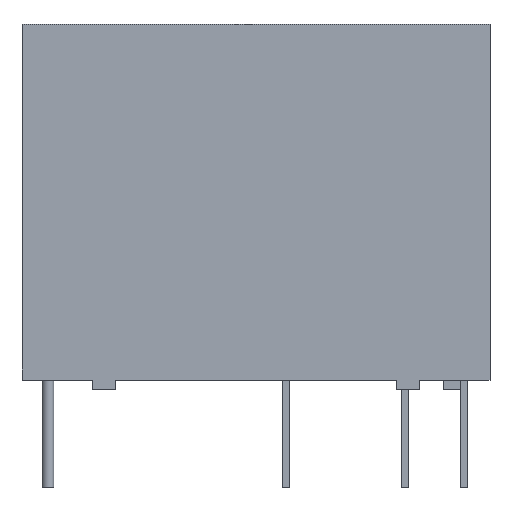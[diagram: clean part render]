
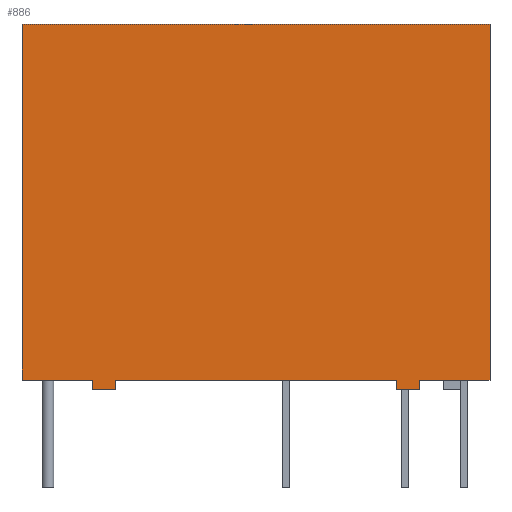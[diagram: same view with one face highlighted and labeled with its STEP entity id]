
A CAD part, front view. The second image highlights one B-rep face of the part: STEP entity #886.
In plain terms, the highlighted planar face has unit normal (0, -1, 0).
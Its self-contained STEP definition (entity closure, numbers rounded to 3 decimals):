
#61=FACE_OUTER_BOUND('',#115,.T.);
#115=EDGE_LOOP('',(#704,#705,#706,#707,#708,#709,#710,#711,#712,#713,#714,
#715));
#160=LINE('',#1270,#274);
#176=LINE('',#1302,#290);
#181=LINE('',#1313,#295);
#186=LINE('',#1323,#300);
#191=LINE('',#1334,#305);
#210=LINE('',#1369,#324);
#211=LINE('',#1370,#325);
#212=LINE('',#1372,#326);
#214=LINE('',#1375,#328);
#215=LINE('',#1379,#329);
#216=LINE('',#1381,#330);
#217=LINE('',#1382,#331);
#274=VECTOR('',#1031,10.);
#290=VECTOR('',#1051,10.);
#295=VECTOR('',#1060,10.);
#300=VECTOR('',#1067,10.);
#305=VECTOR('',#1076,10.);
#324=VECTOR('',#1109,10.);
#325=VECTOR('',#1110,10.);
#326=VECTOR('',#1111,10.);
#328=VECTOR('',#1115,10.);
#329=VECTOR('',#1122,10.);
#330=VECTOR('',#1125,10.);
#331=VECTOR('',#1126,10.);
#384=VERTEX_POINT('',#1267);
#385=VERTEX_POINT('',#1269);
#397=VERTEX_POINT('',#1296);
#399=VERTEX_POINT('',#1300);
#402=VERTEX_POINT('',#1310);
#403=VERTEX_POINT('',#1312);
#405=VERTEX_POINT('',#1317);
#407=VERTEX_POINT('',#1321);
#410=VERTEX_POINT('',#1331);
#411=VERTEX_POINT('',#1333);
#420=VERTEX_POINT('',#1367);
#421=VERTEX_POINT('',#1371);
#470=EDGE_CURVE('',#384,#385,#160,.T.);
#486=EDGE_CURVE('',#397,#399,#176,.T.);
#491=EDGE_CURVE('',#403,#402,#181,.T.);
#496=EDGE_CURVE('',#405,#407,#186,.T.);
#501=EDGE_CURVE('',#411,#410,#191,.T.);
#520=EDGE_CURVE('',#399,#420,#210,.T.);
#521=EDGE_CURVE('',#407,#403,#211,.T.);
#522=EDGE_CURVE('',#421,#411,#212,.T.);
#524=EDGE_CURVE('',#397,#402,#214,.T.);
#525=EDGE_CURVE('',#405,#410,#215,.T.);
#526=EDGE_CURVE('',#420,#385,#216,.T.);
#527=EDGE_CURVE('',#421,#384,#217,.T.);
#704=ORIENTED_EDGE('',*,*,#522,.T.);
#705=ORIENTED_EDGE('',*,*,#501,.T.);
#706=ORIENTED_EDGE('',*,*,#525,.F.);
#707=ORIENTED_EDGE('',*,*,#496,.T.);
#708=ORIENTED_EDGE('',*,*,#521,.T.);
#709=ORIENTED_EDGE('',*,*,#491,.T.);
#710=ORIENTED_EDGE('',*,*,#524,.F.);
#711=ORIENTED_EDGE('',*,*,#486,.T.);
#712=ORIENTED_EDGE('',*,*,#520,.T.);
#713=ORIENTED_EDGE('',*,*,#526,.T.);
#714=ORIENTED_EDGE('',*,*,#470,.F.);
#715=ORIENTED_EDGE('',*,*,#527,.F.);
#835=PLANE('',#960);
#886=ADVANCED_FACE('',(#61),#835,.T.);
#960=AXIS2_PLACEMENT_3D('',#1380,#1123,#1124);
#1031=DIRECTION('',(1.,0.,0.));
#1051=DIRECTION('',(0.,0.,1.));
#1060=DIRECTION('',(0.,0.,-1.));
#1067=DIRECTION('',(0.,0.,1.));
#1076=DIRECTION('',(0.,0.,-1.));
#1109=DIRECTION('',(1.,0.,0.));
#1110=DIRECTION('',(1.,0.,0.));
#1111=DIRECTION('',(1.,0.,0.));
#1115=DIRECTION('',(-1.,0.,0.));
#1122=DIRECTION('',(-1.,0.,0.));
#1123=DIRECTION('center_axis',(0.,-1.,0.));
#1124=DIRECTION('ref_axis',(1.,0.,0.));
#1125=DIRECTION('',(0.,0.,1.));
#1126=DIRECTION('',(0.,0.,1.));
#1267=CARTESIAN_POINT('',(-11.27,-5.,15.6));
#1269=CARTESIAN_POINT('',(8.73,-5.,15.6));
#1270=CARTESIAN_POINT('',(8.73,-5.,15.6));
#1296=CARTESIAN_POINT('',(5.73,-5.,0.));
#1300=CARTESIAN_POINT('',(5.73,-5.,0.4));
#1302=CARTESIAN_POINT('',(5.73,-5.,0.));
#1310=CARTESIAN_POINT('',(4.73,-5.,0.));
#1312=CARTESIAN_POINT('',(4.73,-5.,0.4));
#1313=CARTESIAN_POINT('',(4.73,-5.,0.));
#1317=CARTESIAN_POINT('',(-7.27,-5.,0.));
#1321=CARTESIAN_POINT('',(-7.27,-5.,0.4));
#1323=CARTESIAN_POINT('',(-7.27,-5.,0.));
#1331=CARTESIAN_POINT('',(-8.27,-5.,0.));
#1333=CARTESIAN_POINT('',(-8.27,-5.,0.4));
#1334=CARTESIAN_POINT('',(-8.27,-5.,0.));
#1367=CARTESIAN_POINT('',(8.73,-5.,0.4));
#1369=CARTESIAN_POINT('',(-6.27,-5.,0.4));
#1370=CARTESIAN_POINT('',(-6.27,-5.,0.4));
#1371=CARTESIAN_POINT('',(-11.27,-5.,0.4));
#1372=CARTESIAN_POINT('',(-6.27,-5.,0.4));
#1375=CARTESIAN_POINT('',(8.73,-5.,0.));
#1379=CARTESIAN_POINT('',(8.73,-5.,0.));
#1380=CARTESIAN_POINT('Origin',(-11.27,-5.,0.));
#1381=CARTESIAN_POINT('',(8.73,-5.,0.));
#1382=CARTESIAN_POINT('',(-11.27,-5.,0.));
